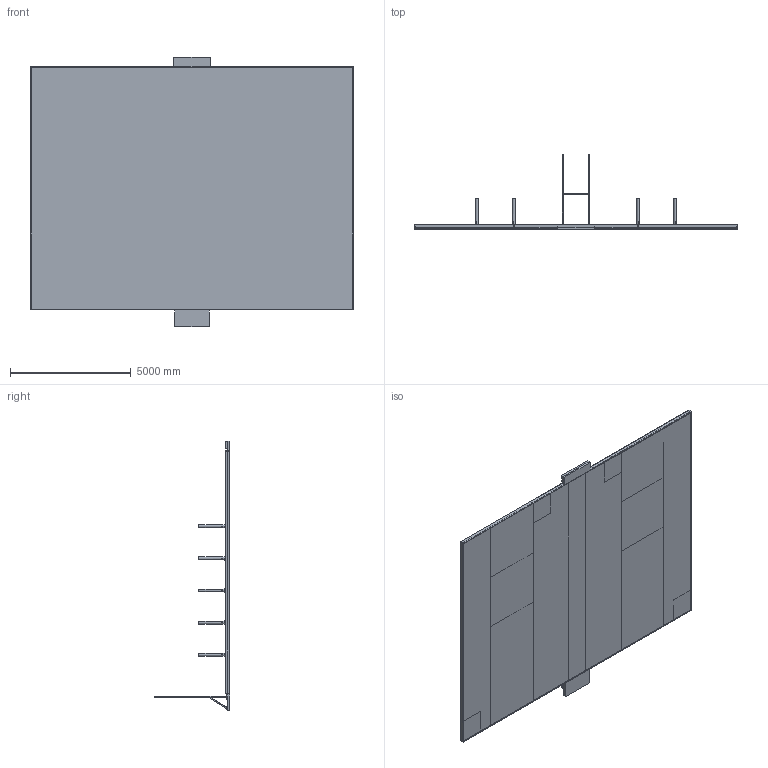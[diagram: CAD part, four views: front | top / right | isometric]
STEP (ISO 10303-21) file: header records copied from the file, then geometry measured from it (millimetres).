
FILE_DESCRIPTION(/* description */ (''),/* implementation_level */ '2;1');
FILE_NAME(/* name */ 'Robocon 2020 Field v1.step',/* time_stamp */ '2019-10-10T08:39:08+08:00',/* author */ (''),/* organization */ (''),/* preprocessor_version */ 'ST-DEVELOPER v18',/* originating_system */ 'Autodesk Translation Framework v8.6.0.1094',/* authorisation */ '');
FILE_SCHEMA (('AUTOMOTIVE_DESIGN { 1 0 10303 214 3 1 1 }'));
Length unit declared in the file: millimetre
Products named in the file (10): Robocon 2020 Field; Part1; Part5; Part2; Part3; Part4; Part8_Default<As Machined>; Part6; Part9; Part7
Assembly tree (18 placements, depth 2):
  Robocon 2020 Field
    Part1
    Part5
    Part2
    Part3
    Part4
    Part8_Default<As Machined>
    Part6  x5
    Part7  x5
    Part9  x2
Bounding box: 13360 x 3106 x 11160 mm (x, y, z)
Volume: 10576839632.9 mm3; surface area: 601787029.5 mm2
Topology: 42 solids, 42 shells, 754 faces, 1916 edges, 1238 vertices
Faces by surface type: plane 699, cylinder 55
Full cylindrical faces by diameter (mm): 40.894 x5, 48.26 x5, 100 x17, 114 x10, 120 x2, 214 x10, 229 x2
Entity records: 16181 total; most frequent: CARTESIAN_POINT 3046, ORIENTED_EDGE 2632, DIRECTION 2488, EDGE_CURVE 1316, LINE 1136, VECTOR 1136, VERTEX_POINT 886, AXIS2_PLACEMENT_3D 676
